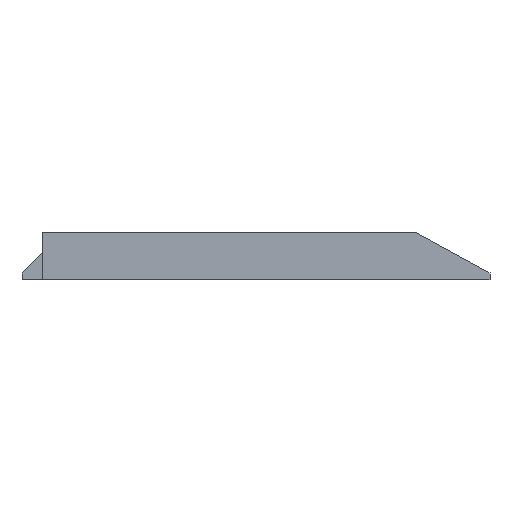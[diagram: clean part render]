
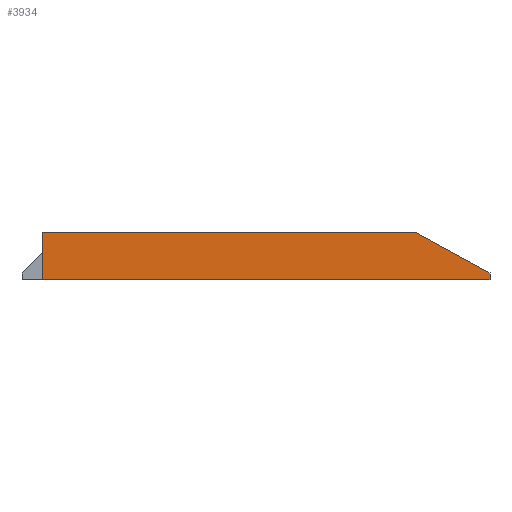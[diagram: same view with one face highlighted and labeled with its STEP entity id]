
A CAD part, front view. The second image highlights one B-rep face of the part: STEP entity #3934.
In plain terms, the highlighted planar face has unit normal (0, -1, 0).
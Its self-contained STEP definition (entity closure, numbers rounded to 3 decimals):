
#185=PLANE('',#4096);
#386=FACE_OUTER_BOUND('',#611,.T.);
#611=EDGE_LOOP('',(#3553,#3554,#3555,#3556,#3557));
#907=LINE('',#7186,#1275);
#942=LINE('',#7279,#1310);
#980=LINE('',#7381,#1348);
#982=LINE('',#7385,#1350);
#983=LINE('',#7386,#1351);
#1275=VECTOR('',#4529,10.);
#1310=VECTOR('',#4612,10.);
#1348=VECTOR('',#4728,10.);
#1350=VECTOR('',#4732,10.);
#1351=VECTOR('',#4733,10.);
#1857=VERTEX_POINT('',#7183);
#1858=VERTEX_POINT('',#7185);
#1892=VERTEX_POINT('',#7278);
#1917=VERTEX_POINT('',#7380);
#1918=VERTEX_POINT('',#7384);
#2382=EDGE_CURVE('',#1857,#1858,#907,.T.);
#2427=EDGE_CURVE('',#1858,#1892,#942,.T.);
#2478=EDGE_CURVE('',#1917,#1892,#980,.T.);
#2480=EDGE_CURVE('',#1918,#1857,#982,.T.);
#2481=EDGE_CURVE('',#1918,#1917,#983,.T.);
#3553=ORIENTED_EDGE('',*,*,#2427,.F.);
#3554=ORIENTED_EDGE('',*,*,#2382,.F.);
#3555=ORIENTED_EDGE('',*,*,#2480,.F.);
#3556=ORIENTED_EDGE('',*,*,#2481,.T.);
#3557=ORIENTED_EDGE('',*,*,#2478,.T.);
#3934=ADVANCED_FACE('',(#386),#185,.T.);
#4096=AXIS2_PLACEMENT_3D('',#7383,#4730,#4731);
#4529=DIRECTION('',(1.,0.,0.));
#4612=DIRECTION('',(0.878,0.,-0.479));
#4728=DIRECTION('',(0.,0.,1.));
#4730=DIRECTION('center_axis',(0.,-1.,0.));
#4731=DIRECTION('ref_axis',(1.,0.,0.));
#4732=DIRECTION('',(0.,0.,1.));
#4733=DIRECTION('',(1.,0.,0.));
#7183=CARTESIAN_POINT('',(-26.5,-61.,7.));
#7185=CARTESIAN_POINT('',(28.5,-61.,7.));
#7186=CARTESIAN_POINT('',(-26.5,-61.,7.));
#7278=CARTESIAN_POINT('',(39.5,-61.,1.));
#7279=CARTESIAN_POINT('',(11.527,-61.,16.258));
#7380=CARTESIAN_POINT('',(39.5,-61.,0.));
#7381=CARTESIAN_POINT('',(39.5,-61.,0.));
#7383=CARTESIAN_POINT('Origin',(-26.5,-61.,0.));
#7384=CARTESIAN_POINT('',(-26.5,-61.,0.));
#7385=CARTESIAN_POINT('',(-26.5,-61.,0.));
#7386=CARTESIAN_POINT('',(-26.5,-61.,0.));
